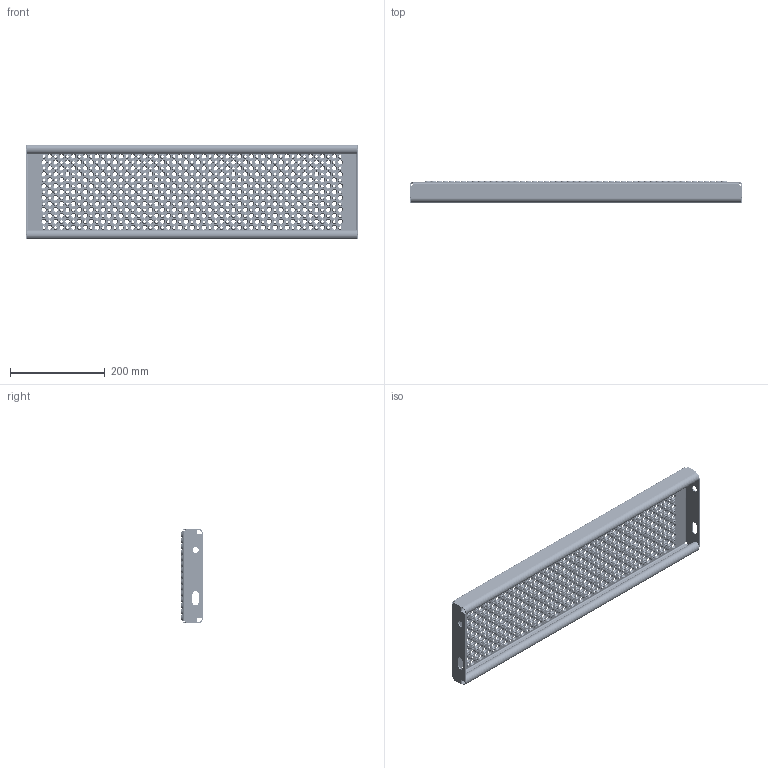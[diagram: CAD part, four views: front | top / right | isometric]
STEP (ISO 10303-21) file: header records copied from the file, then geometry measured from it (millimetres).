
FILE_DESCRIPTION (( 'STEP AP203' ), '1' );
FILE_NAME ('20623_ACHILTRIN_200x700x45_M_OPTRÆK.STEP', '2011-08-15T07:33:32', ( 'JKJ' ), ( '' ), 'SwSTEP 2.0', 'SolidWorks 2011', '' );
FILE_SCHEMA (( 'CONFIG_CONTROL_DESIGN' ));
Products named in the file (1): 20623_ACHILTRIN_200x700x45_M_OPTRÆK
Bounding box: 700 x 45 x 200 mm (x, y, z)
Volume: 525872.8 mm3; surface area: 553469.6 mm2
Topology: 1 solids, 1 shells, 5437 faces, 12440 edges, 7770 vertices
Faces by surface type: cone 3060, cylinder 1566, plane 803, bspline 8
Entity records: 159017 total; most frequent: DIRECTION 30974, CARTESIAN_POINT 26240, ORIENTED_EDGE 24880, AXIS2_PLACEMENT_3D 13136, EDGE_CURVE 12440, VERTEX_POINT 7770, EDGE_LOOP 7740, CIRCLE 7706
